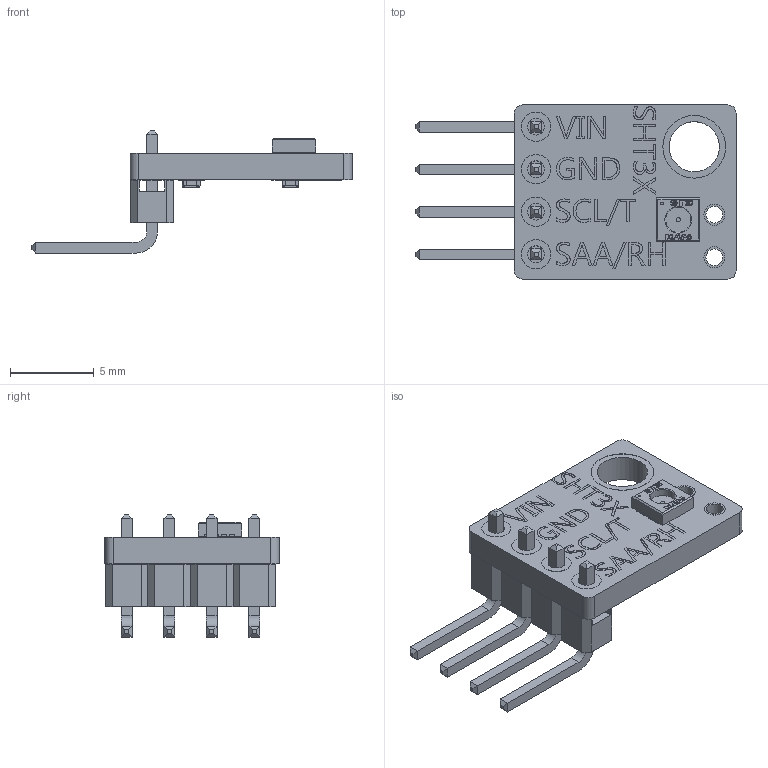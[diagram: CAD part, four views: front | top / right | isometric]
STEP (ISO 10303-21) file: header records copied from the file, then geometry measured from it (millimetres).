
FILE_DESCRIPTION(/* description */ (''),/* implementation_level */ '2;1');
FILE_NAME(/* name */ 'SHT30-Purple RA pins.step',/* time_stamp */ '2024-02-10T09:50:24-07:00',/* author */ (''),/* organization */ (''),/* preprocessor_version */ 'ST-DEVELOPER v20',/* originating_system */ 'Autodesk Translation Framework v12.20.1.177',/* authorisation */ '');
FILE_SCHEMA (('AUTOMOTIVE_DESIGN { 1 0 10303 214 3 1 1 }'));
Length unit declared in the file: millimetre
Products named in the file (16): SHT30-Purple; PCB; Components; Sensirion SHT3x-DIS v3; Model; C0402_045; C0402_045_1; Part 3; Part 2; Part 1; Resistor 0402; Pins; 4 Pin Male Right  Angle Header; 1 Pin 2.54 mm Right Angle Single Row Pin Header Male 90; Chamfer003; Fillet001
Assembly tree (21 placements, depth 5):
  SHT30-Purple
    PCB
    Components
      Sensirion SHT3x-DIS v3
        Model
      C0402_045  x2
        C0402_045_1
          Part 3
          Part 2
          Part 1
      Resistor 0402  x3
    Pins
      4 Pin Male Right  Angle Header
        1 Pin 2.54 mm Right Angle Single Row Pin Header Male 90  x4
          Chamfer003
          Fillet001
Bounding box: 19.13 x 10.4 x 7.3 mm (x, y, z)
Volume: 278.2 mm3; surface area: 728.2 mm2
Topology: 54 solids, 54 shells, 1420 faces, 3657 edges, 2399 vertices
Faces by surface type: plane 821, bspline 489, cylinder 93, sphere 16, torus 1
Full cylindrical faces by diameter (mm): 0.15 x1, 0.25 x1, 1 x6, 1.1 x1, 1.25 x4, 1.5 x1, 1.75 x8, 3 x1, 3.75 x2
Entity records: 35879 total; most frequent: CARTESIAN_POINT 11944, ORIENTED_EDGE 5434, DIRECTION 3535, EDGE_CURVE 2717, LINE 1835, VECTOR 1835, VERTEX_POINT 1799, EDGE_LOOP 1142
